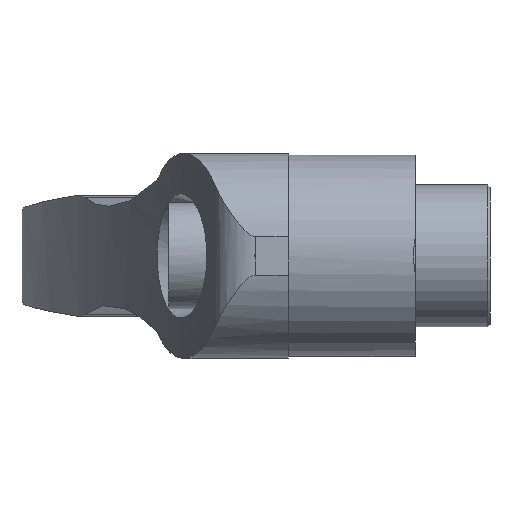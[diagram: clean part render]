
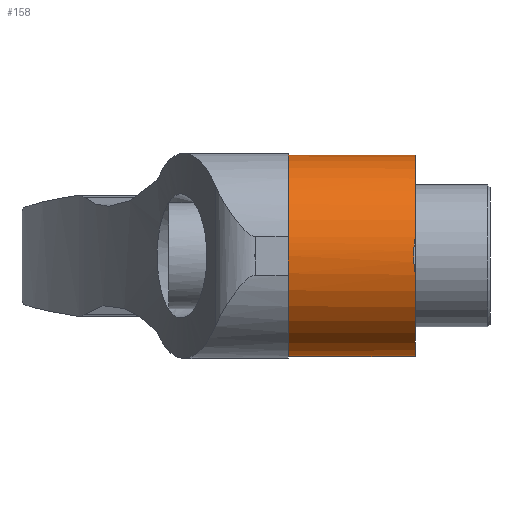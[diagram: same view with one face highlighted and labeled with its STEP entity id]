
A CAD part, left-side view. The second image highlights one B-rep face of the part: STEP entity #158.
In plain terms, the highlighted cylindrical face has radius 13.5 mm (diameter 27 mm), a full revolution.
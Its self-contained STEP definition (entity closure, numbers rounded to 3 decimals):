
#158 = ADVANCED_FACE( '', ( #344, #345 ), #346, .T. );
#344 = FACE_OUTER_BOUND( '', #556, .T. );
#345 = FACE_OUTER_BOUND( '', #557, .T. );
#346 = CYLINDRICAL_SURFACE( '', #558, 13.5 );
#556 = EDGE_LOOP( '', ( #961, #962 ) );
#557 = EDGE_LOOP( '', ( #963, #964, #965, #966, #967, #968 ) );
#558 = AXIS2_PLACEMENT_3D( '', #969, #970, #971 );
#961 = ORIENTED_EDGE( '', *, *, #1239, .T. );
#962 = ORIENTED_EDGE( '', *, *, #1226, .T. );
#963 = ORIENTED_EDGE( '', *, *, #1336, .T. );
#964 = ORIENTED_EDGE( '', *, *, #1256, .T. );
#965 = ORIENTED_EDGE( '', *, *, #1246, .F. );
#966 = ORIENTED_EDGE( '', *, *, #1255, .T. );
#967 = ORIENTED_EDGE( '', *, *, #1337, .T. );
#968 = ORIENTED_EDGE( '', *, *, #1310, .T. );
#969 = CARTESIAN_POINT( '', ( 0., 31.5, 0. ) );
#970 = DIRECTION( '', ( 0., -1., 0. ) );
#971 = DIRECTION( '', ( 0., 0., 1. ) );
#1226 = EDGE_CURVE( '', #1475, #1473, #1476, .F. );
#1239 = EDGE_CURVE( '', #1473, #1475, #1494, .F. );
#1246 = EDGE_CURVE( '', #1503, #1504, #1505, .T. );
#1255 = EDGE_CURVE( '', #1503, #1518, #1520, .F. );
#1256 = EDGE_CURVE( '', #1517, #1504, #1521, .T. );
#1310 = EDGE_CURVE( '', #1598, #1599, #1600, .T. );
#1336 = EDGE_CURVE( '', #1599, #1517, #1635, .T. );
#1337 = EDGE_CURVE( '', #1518, #1598, #1636, .T. );
#1473 = VERTEX_POINT( '', #1969 );
#1475 = VERTEX_POINT( '', #1972 );
#1476 = CIRCLE( '', #1973, 13.5 );
#1494 = CIRCLE( '', #2016, 13.5 );
#1503 = VERTEX_POINT( '', #2027 );
#1504 = VERTEX_POINT( '', #2028 );
#1505 = B_SPLINE_CURVE_WITH_KNOTS( '', 3, ( #2029, #2030, #2031, #2032, #2033, #2034, #2035, #2036, #2037, #2038, #2039, #2040, #2041, #2042 ), .UNSPECIFIED., .F., .F., ( 4, 2, 2, 2, 2, 2, 4 ), ( 0., 0., 0., 0.001, 0.001, 0.001, 0.001 ), .UNSPECIFIED. );
#1517 = VERTEX_POINT( '', #2107 );
#1518 = VERTEX_POINT( '', #2108 );
#1520 = LINE( '', #2111, #2112 );
#1521 = LINE( '', #2113, #2114 );
#1598 = VERTEX_POINT( '', #2263 );
#1599 = VERTEX_POINT( '', #2264 );
#1600 = ELLIPSE( '', #2265, 19.092, 13.5 );
#1635 = CIRCLE( '', #2336, 13.5 );
#1636 = CIRCLE( '', #2337, 13.5 );
#1969 = CARTESIAN_POINT( '', ( 13.5, 27., 0. ) );
#1972 = CARTESIAN_POINT( '', ( -13.5, 27., 0. ) );
#1973 = AXIS2_PLACEMENT_3D( '', #2465, #2466, #2467 );
#2016 = AXIS2_PLACEMENT_3D( '', #2480, #2481, #2482 );
#2027 = CARTESIAN_POINT( '', ( 13.49, 22.145, -0.52 ) );
#2028 = CARTESIAN_POINT( '', ( 13.49, 22.145, 0.52 ) );
#2029 = CARTESIAN_POINT( '', ( 13.49, 22.145, -0.52 ) );
#2030 = CARTESIAN_POINT( '', ( 13.49, 22.207, -0.52 ) );
#2031 = CARTESIAN_POINT( '', ( 13.491, 22.266, -0.501 ) );
#2032 = CARTESIAN_POINT( '', ( 13.493, 22.369, -0.437 ) );
#2033 = CARTESIAN_POINT( '', ( 13.494, 22.412, -0.393 ) );
#2034 = CARTESIAN_POINT( '', ( 13.498, 22.514, -0.242 ) );
#2035 = CARTESIAN_POINT( '', ( 13.5, 22.545, -0.121 ) );
#2036 = CARTESIAN_POINT( '', ( 13.5, 22.545, 0.121 ) );
#2037 = CARTESIAN_POINT( '', ( 13.498, 22.513, 0.243 ) );
#2038 = CARTESIAN_POINT( '', ( 13.494, 22.412, 0.393 ) );
#2039 = CARTESIAN_POINT( '', ( 13.493, 22.369, 0.437 ) );
#2040 = CARTESIAN_POINT( '', ( 13.491, 22.266, 0.501 ) );
#2041 = CARTESIAN_POINT( '', ( 13.49, 22.207, 0.52 ) );
#2042 = CARTESIAN_POINT( '', ( 13.49, 22.145, 0.52 ) );
#2107 = CARTESIAN_POINT( '', ( 13.49, 10., 0.52 ) );
#2108 = CARTESIAN_POINT( '', ( 13.49, 10., -0.52 ) );
#2111 = CARTESIAN_POINT( '', ( 13.49, 31.5, -0.52 ) );
#2112 = VECTOR( '', #2495, 1000. );
#2113 = CARTESIAN_POINT( '', ( 13.49, 31.5, 0.52 ) );
#2114 = VECTOR( '', #2496, 1000. );
#2263 = CARTESIAN_POINT( '', ( -13.26, 10., -2.534 ) );
#2264 = CARTESIAN_POINT( '', ( -13.26, 10., 2.534 ) );
#2265 = AXIS2_PLACEMENT_3D( '', #2567, #2568, #2569 );
#2336 = AXIS2_PLACEMENT_3D( '', #2594, #2595, #2596 );
#2337 = AXIS2_PLACEMENT_3D( '', #2597, #2598, #2599 );
#2465 = CARTESIAN_POINT( '', ( 0., 27., 0. ) );
#2466 = DIRECTION( '', ( 0., 1., 0. ) );
#2467 = DIRECTION( '', ( 0., 0., 1. ) );
#2480 = CARTESIAN_POINT( '', ( 0., 27., 0. ) );
#2481 = DIRECTION( '', ( 0., 1., 0. ) );
#2482 = DIRECTION( '', ( 0., 0., 1. ) );
#2495 = DIRECTION( '', ( 0., 1., 0. ) );
#2496 = DIRECTION( '', ( 0., 1., 0. ) );
#2567 = CARTESIAN_POINT( '', ( 0., -3.26, 0. ) );
#2568 = DIRECTION( '', ( 0.707, 0.707, 0. ) );
#2569 = DIRECTION( '', ( -0.707, 0.707, 0. ) );
#2594 = CARTESIAN_POINT( '', ( 0., 10., 0. ) );
#2595 = DIRECTION( '', ( 0., 1., 0. ) );
#2596 = DIRECTION( '', ( 0., 0., 1. ) );
#2597 = CARTESIAN_POINT( '', ( 0., 10., 0. ) );
#2598 = DIRECTION( '', ( 0., 1., 0. ) );
#2599 = DIRECTION( '', ( 0., 0., 1. ) );
